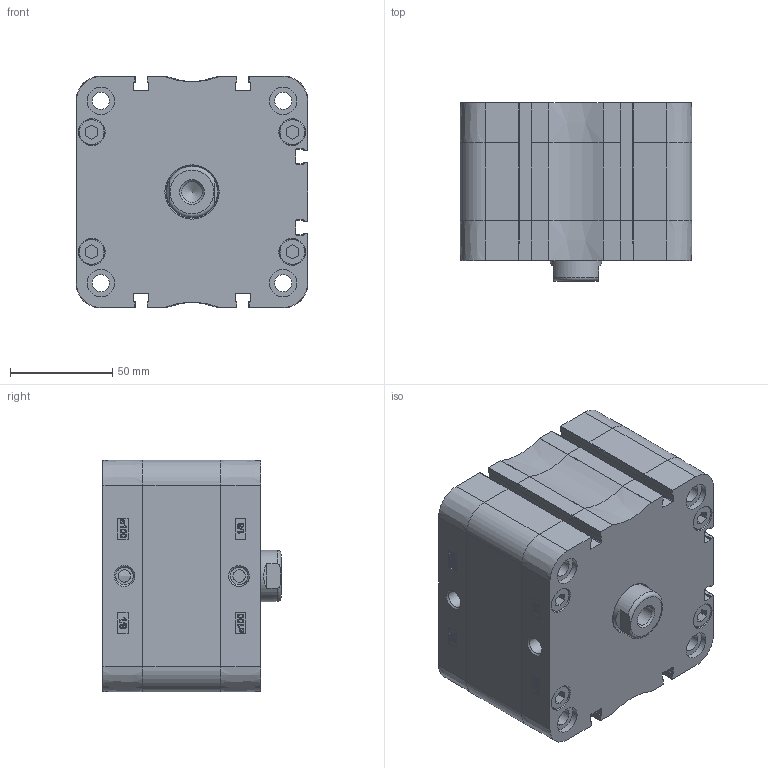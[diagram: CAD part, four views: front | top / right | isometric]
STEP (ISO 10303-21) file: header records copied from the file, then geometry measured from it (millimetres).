
FILE_DESCRIPTION((''),'2;1');
FILE_NAME('PDM100.010.GS.F.stp','2013-02-06T10:22:35',('Administrator'),(''),'Autodesk Inventor 2012','Autodesk Inventor 2012','');
FILE_SCHEMA(('CONFIG_CONTROL_DESIGN'));
Length unit declared in the file: millimetre
Products named in the file (1): PDM100.010.GS.F
Bounding box: 113.3 x 87 x 113.3 mm (x, y, z)
Volume: 522214.7 mm3; surface area: 144412 mm2
Topology: 1 solids, 5 shells, 904 faces, 2146 edges, 1317 vertices
Faces by surface type: plane 370, bspline 226, cylinder 147, cone 81, torus 56, sphere 24
Full cylindrical faces by diameter (mm): 6 x2, 8.3 x4, 8.376 x8, 8.566 x2, 9.976 x4, 10.106 x1, 12 x1, 12.7 x8, 13.1 x8, 13.5 x8, 25 x1, 25.5 x1, 100 x1, 103.5 x1, 103.7 x1
Entity records: 29643 total; most frequent: CARTESIAN_POINT 9751, ORIENTED_EDGE 4054, DIRECTION 3400, EDGE_CURVE 2027, VERTEX_POINT 1295, AXIS2_PLACEMENT_3D 1208, EDGE_LOOP 1080, VECTOR 984
